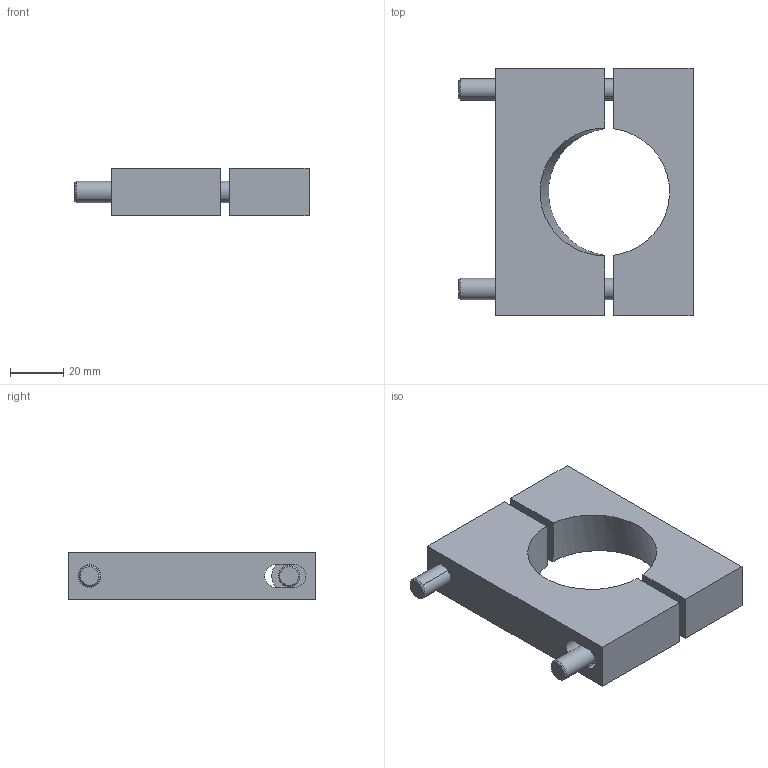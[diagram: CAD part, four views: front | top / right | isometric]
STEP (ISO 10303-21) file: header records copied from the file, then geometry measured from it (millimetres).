
FILE_DESCRIPTION (( 'STEP AP203' ), '1' );
FILE_NAME ('P8221.STEP', '2019-01-03T09:09:23', ( '' ), ( '' ), 'SwSTEP 2.0', 'SolidWorks 2017', '' );
FILE_SCHEMA (( 'CONFIG_CONTROL_DESIGN' ));
Length unit declared in the file: millimetre
Products named in the file (1): P8221
Bounding box: 88 x 93 x 18 mm (x, y, z)
Volume: 83791.9 mm3; surface area: 29799.3 mm2
Topology: 4 solids, 4 shells, 75 faces, 175 edges, 114 vertices
Faces by surface type: plane 42, cylinder 25, cone 4, torus 4
Entity records: 2230 total; most frequent: CARTESIAN_POINT 389, DIRECTION 377, ORIENTED_EDGE 350, EDGE_CURVE 175, AXIS2_PLACEMENT_3D 134, VERTEX_POINT 114, LINE 109, VECTOR 109
